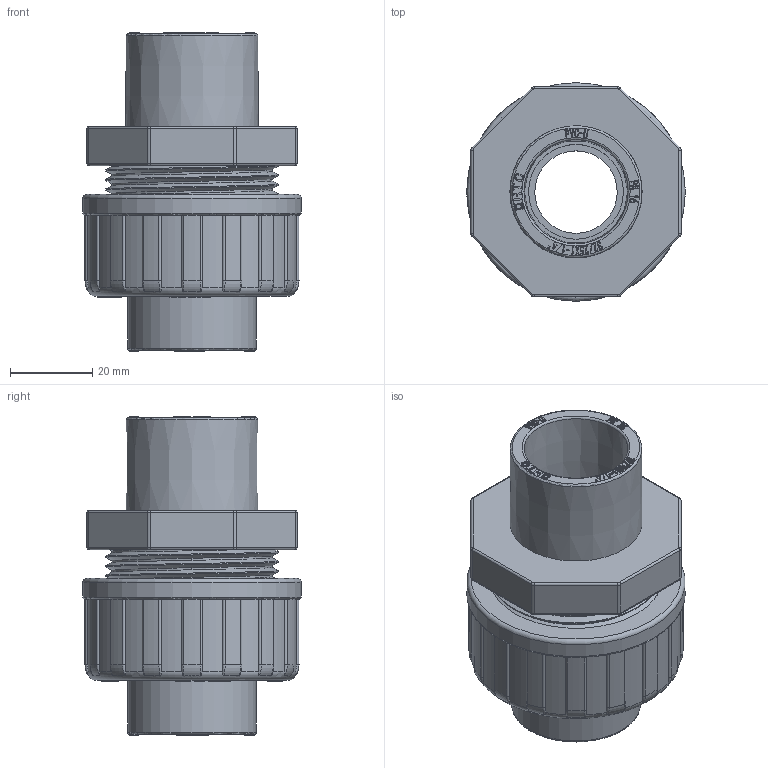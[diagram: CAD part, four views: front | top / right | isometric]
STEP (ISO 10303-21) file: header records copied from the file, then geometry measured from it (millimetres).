
FILE_DESCRIPTION(/* description */ (''),/* implementation_level */ '2;1');
FILE_NAME(/* name */ 'AF0607025032.stp',/* time_stamp */ '2025-11-28T09:15:29+08:00',/* author */ (''),/* organization */ (''),/* preprocessor_version */ 'ST-DEVELOPER v16.7',/* originating_system */ 'SIEMENS PLM Software NX 12.0',/* authorisation */ '');
FILE_SCHEMA (('AUTOMOTIVE_DESIGN { 1 0 10303 214 3 1 1 1 }'));
Products named in the file (1): Admi2740F3F8etva
Bounding box: 53 x 53 x 77.4 mm (x, y, z)
Volume: 62433.5 mm3; surface area: 35026.3 mm2
Topology: 4 solids, 4 shells, 1886 faces, 5249 edges, 3466 vertices
Faces by surface type: plane 1476, extrusion 190, cylinder 136, bspline 48, torus 33, cone 3
Full cylindrical faces by diameter (mm): 0.78 x1, 1.167 x1, 1.17 x1, 1.556 x1, 2 x1, 3 x1, 20 x1, 23 x1, 28.8 x1, 31.3 x1, 32 x1, 34.8 x1, 35.2 x1, 38.5 x1, 38.8 x1, 38.952 x8, 41.91 x8, 53 x1
Entity records: 67313 total; most frequent: CARTESIAN_POINT 20475, ORIENTED_EDGE 10312, DIRECTION 8387, EDGE_CURVE 5156, VECTOR 4503, LINE 4313, VERTEX_POINT 3420, EDGE_LOOP 2004
